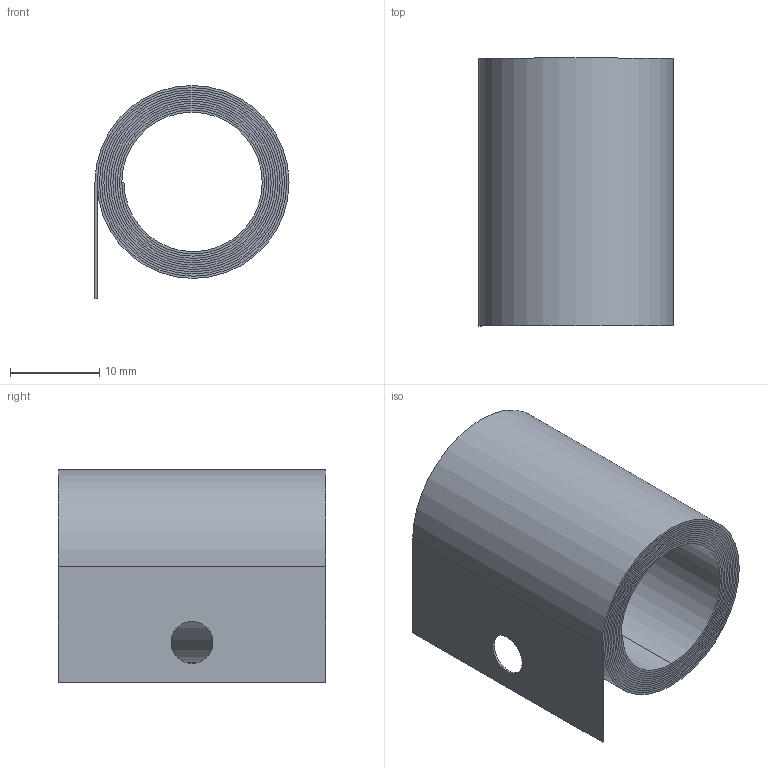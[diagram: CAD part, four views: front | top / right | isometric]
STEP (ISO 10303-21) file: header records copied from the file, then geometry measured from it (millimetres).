
FILE_DESCRIPTION (( 'STEP AP203' ), '1' );
FILE_NAME ('CN04430604_Spring.STEP', '2020-11-25T06:51:43', ( '' ), ( '' ), 'SwSTEP 2.0', 'SolidWorks 2020', '' );
FILE_SCHEMA (( 'CONFIG_CONTROL_DESIGN' ));
Length unit declared in the file: millimetre
Products named in the file (1): CN04430604_Spring
Bounding box: 21.75 x 30 x 23.87 mm (x, y, z)
Volume: 5357.1 mm3; surface area: 43249.9 mm2
Topology: 1 solids, 1 shells, 80 faces, 234 edges, 156 vertices
Faces by surface type: cylinder 74, plane 6
Entity records: 2827 total; most frequent: DIRECTION 544, CARTESIAN_POINT 471, ORIENTED_EDGE 468, EDGE_CURVE 234, AXIS2_PLACEMENT_3D 229, VERTEX_POINT 156, CIRCLE 148, VECTOR 86
